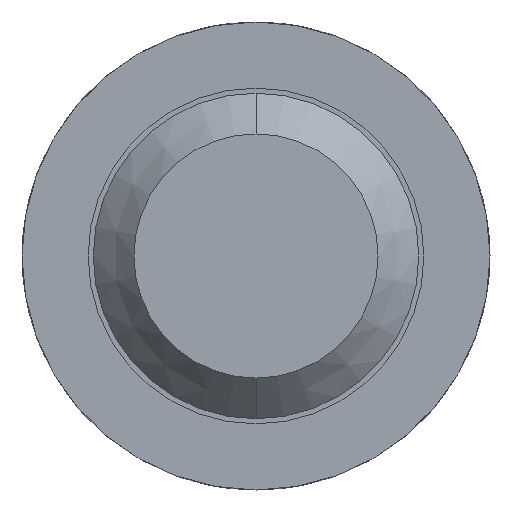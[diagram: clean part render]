
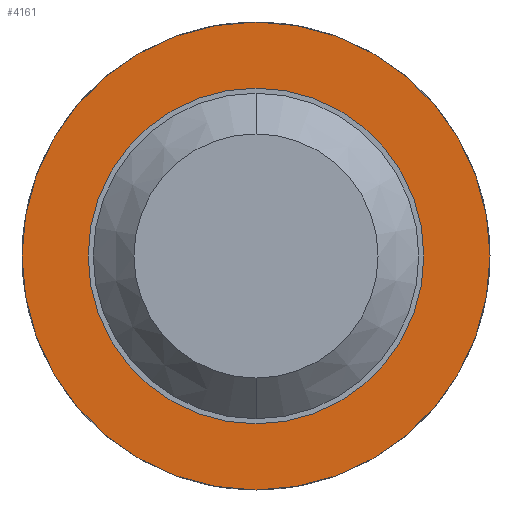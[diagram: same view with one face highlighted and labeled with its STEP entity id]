
A CAD part, front view. The second image highlights one B-rep face of the part: STEP entity #4161.
In plain terms, the highlighted planar face has unit normal (0, -1, 0).
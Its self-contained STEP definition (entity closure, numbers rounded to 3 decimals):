
#96 = EDGE_CURVE ( 'NONE', #2486, #4706, #1275, .T. ) ;
#109 = CARTESIAN_POINT ( 'NONE',  ( 0., -1.5, 0. ) ) ;
#225 = DIRECTION ( 'NONE',  ( 0., 1., 0. ) ) ;
#297 = EDGE_CURVE ( 'NONE', #4282, #695, #3532, .T. ) ;
#321 = AXIS2_PLACEMENT_3D ( 'NONE', #842, #795, #3570 ) ;
#374 = CARTESIAN_POINT ( 'NONE',  ( 0., -1.5, 0. ) ) ;
#695 = VERTEX_POINT ( 'NONE', #1934 ) ;
#795 = DIRECTION ( 'NONE',  ( 0., -1., 0. ) ) ;
#842 = CARTESIAN_POINT ( 'NONE',  ( 0., -1.5, 0. ) ) ;
#960 = FACE_BOUND ( 'NONE', #2586, .T. ) ;
#1022 = DIRECTION ( 'NONE',  ( 0., 0., 1. ) ) ;
#1153 = EDGE_LOOP ( 'NONE', ( #3205, #3828 ) ) ;
#1275 = CIRCLE ( 'NONE', #321, 0.825 ) ;
#1386 = AXIS2_PLACEMENT_3D ( 'NONE', #3665, #4125, #4869 ) ;
#1401 = CARTESIAN_POINT ( 'NONE',  ( 0., -1.5, -0.825 ) ) ;
#1934 = CARTESIAN_POINT ( 'NONE',  ( 0., -1.5, -1.15 ) ) ;
#2183 = DIRECTION ( 'NONE',  ( 0., 0., 1. ) ) ;
#2309 = DIRECTION ( 'NONE',  ( 0., 1., 0. ) ) ;
#2486 = VERTEX_POINT ( 'NONE', #2592 ) ;
#2586 = EDGE_LOOP ( 'NONE', ( #3283, #4376 ) ) ;
#2592 = CARTESIAN_POINT ( 'NONE',  ( 0., -1.5, 0.825 ) ) ;
#2936 = EDGE_CURVE ( 'NONE', #4706, #2486, #3819, .T. ) ;
#3164 = AXIS2_PLACEMENT_3D ( 'NONE', #109, #225, #1022 ) ;
#3205 = ORIENTED_EDGE ( 'NONE', *, *, #297, .F. ) ;
#3283 = ORIENTED_EDGE ( 'NONE', *, *, #96, .F. ) ;
#3532 = CIRCLE ( 'NONE', #1386, 1.15 ) ;
#3570 = DIRECTION ( 'NONE',  ( 0., 0., 1. ) ) ;
#3665 = CARTESIAN_POINT ( 'NONE',  ( 0., -1.5, 0. ) ) ;
#3819 = CIRCLE ( 'NONE', #4466, 0.825 ) ;
#3828 = ORIENTED_EDGE ( 'NONE', *, *, #4104, .F. ) ;
#3850 = CIRCLE ( 'NONE', #3164, 1.15 ) ;
#3970 = FACE_OUTER_BOUND ( 'NONE', #1153, .T. ) ;
#4104 = EDGE_CURVE ( 'NONE', #695, #4282, #3850, .T. ) ;
#4125 = DIRECTION ( 'NONE',  ( 0., 1., 0. ) ) ;
#4161 = ADVANCED_FACE ( 'Defeature ausgef�hrt1_14', ( #960, #3970 ), #4248, .F. ) ;
#4248 = PLANE ( 'NONE',  #4379 ) ;
#4282 = VERTEX_POINT ( 'NONE', #4994 ) ;
#4376 = ORIENTED_EDGE ( 'NONE', *, *, #2936, .F. ) ;
#4379 = AXIS2_PLACEMENT_3D ( 'NONE', #4616, #2309, #5051 ) ;
#4466 = AXIS2_PLACEMENT_3D ( 'NONE', #374, #4673, #2183 ) ;
#4616 = CARTESIAN_POINT ( 'NONE',  ( 0.825, -1.5, 0. ) ) ;
#4673 = DIRECTION ( 'NONE',  ( 0., -1., 0. ) ) ;
#4706 = VERTEX_POINT ( 'NONE', #1401 ) ;
#4869 = DIRECTION ( 'NONE',  ( 0., 0., 1. ) ) ;
#4994 = CARTESIAN_POINT ( 'NONE',  ( 0., -1.5, 1.15 ) ) ;
#5051 = DIRECTION ( 'NONE',  ( 0., 0., 1. ) ) ;
